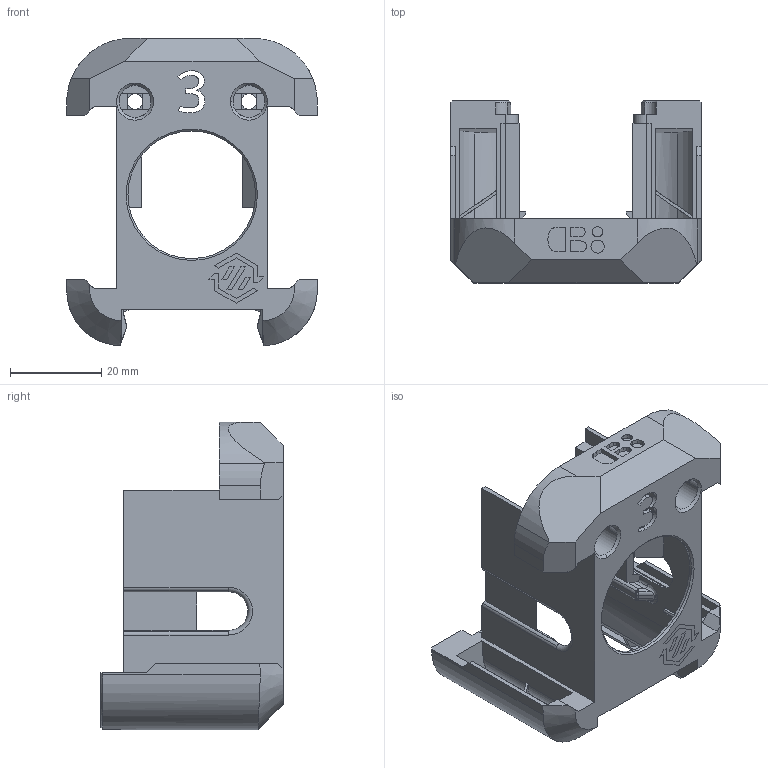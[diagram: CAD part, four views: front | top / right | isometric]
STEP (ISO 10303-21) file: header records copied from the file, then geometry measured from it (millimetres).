
FILE_DESCRIPTION (( 'STEP AP203' ), '1' );
FILE_NAME ('SC Dragonburner Cowl T3.STEP', '2024-02-20T07:29:57', ( '' ), ( '' ), 'SwSTEP 2.0', 'SolidWorks 2022', '' );
FILE_SCHEMA (( 'CONFIG_CONTROL_DESIGN' ));
Length unit declared in the file: millimetre
Products named in the file (3): SC Dragonburner Cowl T3; Stealthchanger_DB_Cowl_T3; SC Logo cutout
Assembly tree (2 placements, depth 2):
  SC Dragonburner Cowl T3
    Stealthchanger_DB_Cowl_T3
    SC Logo cutout
Bounding box: 55 x 40 x 67.41 mm (x, y, z)
Volume: 16513.7 mm3; surface area: 18662.2 mm2
Topology: 2 solids, 3 shells, 521 faces, 1420 edges, 910 vertices
Faces by surface type: plane 277, cylinder 134, bspline 64, cone 32, sphere 8, torus 6
Entity records: 18213 total; most frequent: CARTESIAN_POINT 5300, ORIENTED_EDGE 2828, DIRECTION 2326, EDGE_CURVE 1414, VECTOR 928, LINE 928, VERTEX_POINT 910, AXIS2_PLACEMENT_3D 699
